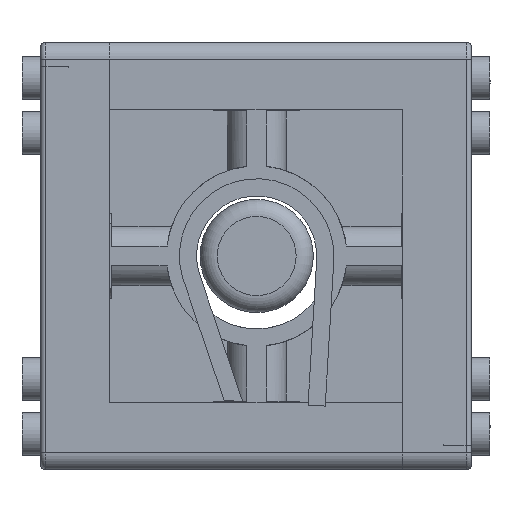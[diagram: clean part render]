
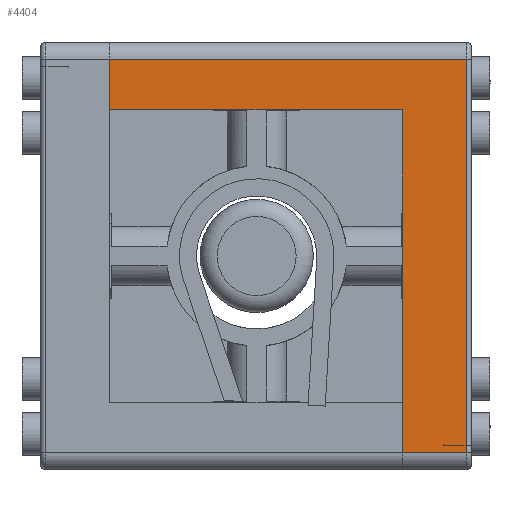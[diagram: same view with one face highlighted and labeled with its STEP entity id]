
A CAD part, left-side view. The second image highlights one B-rep face of the part: STEP entity #4404.
In plain terms, the highlighted face is planar.
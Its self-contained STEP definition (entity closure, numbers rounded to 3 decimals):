
#545=FACE_OUTER_BOUND('',#832,.T.);
#832=EDGE_LOOP('',(#3578,#3579,#3580,#3581,#3582,#3583));
#1131=LINE('',#6989,#1564);
#1133=LINE('',#6992,#1566);
#1135=LINE('',#6998,#1568);
#1146=LINE('',#7021,#1579);
#1192=LINE('',#7122,#1625);
#1194=LINE('',#7125,#1627);
#1564=VECTOR('',#5703,10.);
#1566=VECTOR('',#5707,10.);
#1568=VECTOR('',#5713,10.);
#1579=VECTOR('',#5734,10.);
#1625=VECTOR('',#5836,10.);
#1627=VECTOR('',#5840,10.);
#2012=VERTEX_POINT('',#6958);
#2019=VERTEX_POINT('',#6980);
#2021=VERTEX_POINT('',#6987);
#2022=VERTEX_POINT('',#6994);
#2030=VERTEX_POINT('',#7020);
#2057=VERTEX_POINT('',#7121);
#2524=EDGE_CURVE('',#2021,#2019,#1131,.T.);
#2526=EDGE_CURVE('',#2019,#2012,#1133,.T.);
#2529=EDGE_CURVE('',#2012,#2022,#1135,.T.);
#2541=EDGE_CURVE('',#2022,#2030,#1146,.T.);
#2591=EDGE_CURVE('',#2030,#2057,#1192,.T.);
#2593=EDGE_CURVE('',#2057,#2021,#1194,.T.);
#3578=ORIENTED_EDGE('',*,*,#2524,.F.);
#3579=ORIENTED_EDGE('',*,*,#2593,.F.);
#3580=ORIENTED_EDGE('',*,*,#2591,.F.);
#3581=ORIENTED_EDGE('',*,*,#2541,.F.);
#3582=ORIENTED_EDGE('',*,*,#2529,.F.);
#3583=ORIENTED_EDGE('',*,*,#2526,.F.);
#4186=PLANE('',#4890);
#4404=ADVANCED_FACE('',(#545),#4186,.T.);
#4890=AXIS2_PLACEMENT_3D('',#7134,#5854,#5855);
#5703=DIRECTION('',(0.,0.,-1.));
#5707=DIRECTION('',(-1.,0.,0.));
#5713=DIRECTION('',(0.,0.,1.));
#5734=DIRECTION('',(1.,0.,0.));
#5836=DIRECTION('',(0.,0.,1.));
#5840=DIRECTION('',(1.,0.,0.));
#5854=DIRECTION('center_axis',(0.,-1.,0.));
#5855=DIRECTION('ref_axis',(1.,0.,0.));
#6958=CARTESIAN_POINT('',(-22.9,-24.9,0.5));
#6980=CARTESIAN_POINT('',(22.9,-24.9,0.5));
#6987=CARTESIAN_POINT('',(22.9,-24.9,42.1));
#6989=CARTESIAN_POINT('',(22.9,-24.9,0.));
#6992=CARTESIAN_POINT('',(-12.45,-24.9,0.5));
#6994=CARTESIAN_POINT('',(-22.9,-24.9,8.));
#6998=CARTESIAN_POINT('',(-22.9,-24.9,0.));
#7020=CARTESIAN_POINT('',(17.02,-24.9,8.));
#7021=CARTESIAN_POINT('',(24.9,-24.9,8.));
#7121=CARTESIAN_POINT('',(17.02,-24.9,42.1));
#7122=CARTESIAN_POINT('',(17.02,-24.9,8.));
#7125=CARTESIAN_POINT('',(17.02,-24.9,42.1));
#7134=CARTESIAN_POINT('Origin',(-24.9,-24.9,0.));
